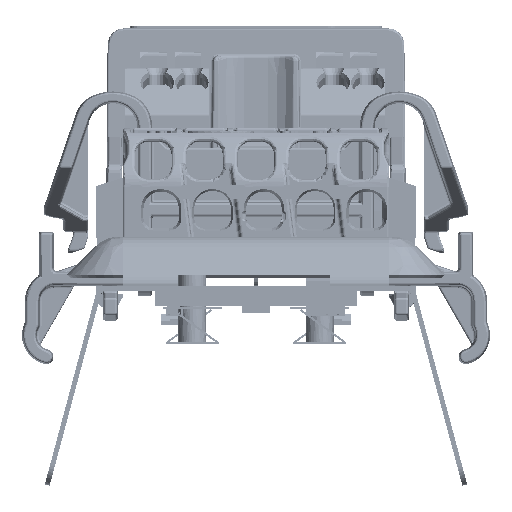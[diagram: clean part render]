
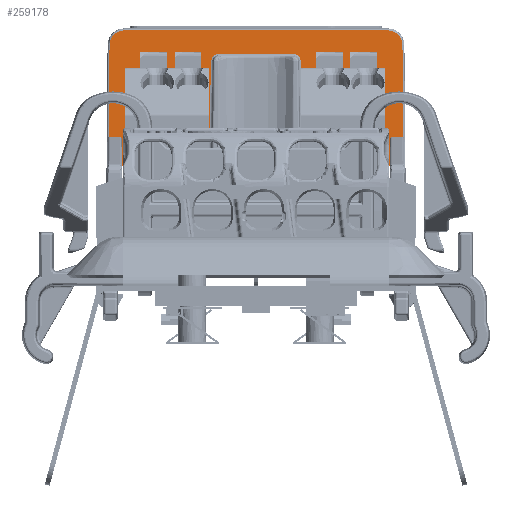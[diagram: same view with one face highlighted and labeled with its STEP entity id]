
A CAD part, front view. The second image highlights one B-rep face of the part: STEP entity #259178.
In plain terms, the highlighted planar face has unit normal (0, -1, 0.026).
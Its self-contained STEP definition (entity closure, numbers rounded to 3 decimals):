
#1363=ELLIPSE('',#276035,0.2,0.2);
#1364=ELLIPSE('',#276036,0.2,0.2);
#5153=B_SPLINE_CURVE_WITH_KNOTS('',3,(#460814,#460815,#460816,#460817,#460818,
#460819,#460820,#460821,#460822,#460823),.UNSPECIFIED.,.F.,.F.,(4,2,2,2,
4),(4.721,5.112,5.502,5.893,
6.283),.UNSPECIFIED.);
#5154=B_SPLINE_CURVE_WITH_KNOTS('',3,(#460827,#460828,#460829,#460830,#460831,
#460832,#460833,#460834,#460835,#460836),.UNSPECIFIED.,.F.,.F.,(4,2,2,2,
4),(3.142,3.532,3.923,4.313,
4.704),.UNSPECIFIED.);
#5155=B_SPLINE_CURVE_WITH_KNOTS('',3,(#460847,#460848,#460849,#460850,#460851,
#460852),.UNSPECIFIED.,.F.,.F.,(4,2,4),(1.588,2.365,
3.142),.UNSPECIFIED.);
#5156=B_SPLINE_CURVE_WITH_KNOTS('',3,(#460856,#460857,#460858,#460859,#460860,
#460861),.UNSPECIFIED.,.F.,.F.,(4,2,4),(3.142,3.918,
4.695),.UNSPECIFIED.);
#10607=PLANE('',#276034);
#22266=FACE_OUTER_BOUND('',#36137,.T.);
#36137=EDGE_LOOP('',(#201028,#201029,#201030,#201031,#201032,#201033,#201034,
#201035,#201036,#201037,#201038,#201039,#201040,#201041,#201042,#201043,
#201044,#201045));
#56758=LINE('',#460805,#84394);
#56759=LINE('',#460810,#84395);
#56760=LINE('',#460812,#84396);
#56761=LINE('',#460825,#84397);
#56762=LINE('',#460837,#84398);
#56763=LINE('',#460841,#84399);
#56764=LINE('',#460843,#84400);
#56765=LINE('',#460845,#84401);
#56766=LINE('',#460854,#84402);
#56767=LINE('',#460863,#84403);
#56768=LINE('',#460865,#84404);
#56769=LINE('',#460867,#84405);
#84394=VECTOR('',#318916,1000.);
#84395=VECTOR('',#318921,1000.);
#84396=VECTOR('',#318922,1000.);
#84397=VECTOR('',#318923,1000.);
#84398=VECTOR('',#318924,1000.);
#84399=VECTOR('',#318927,1000.);
#84400=VECTOR('',#318928,1000.);
#84401=VECTOR('',#318929,1000.);
#84402=VECTOR('',#318930,1000.);
#84403=VECTOR('',#318931,1000.);
#84404=VECTOR('',#318932,1000.);
#84405=VECTOR('',#318933,1000.);
#115782=VERTEX_POINT('',#460802);
#115783=VERTEX_POINT('',#460804);
#115784=VERTEX_POINT('',#460808);
#115785=VERTEX_POINT('',#460809);
#115786=VERTEX_POINT('',#460811);
#115787=VERTEX_POINT('',#460813);
#115788=VERTEX_POINT('',#460824);
#115789=VERTEX_POINT('',#460826);
#115790=VERTEX_POINT('',#460838);
#115791=VERTEX_POINT('',#460840);
#115792=VERTEX_POINT('',#460842);
#115793=VERTEX_POINT('',#460844);
#115794=VERTEX_POINT('',#460846);
#115795=VERTEX_POINT('',#460853);
#115796=VERTEX_POINT('',#460855);
#115797=VERTEX_POINT('',#460862);
#115798=VERTEX_POINT('',#460864);
#115799=VERTEX_POINT('',#460866);
#145899=EDGE_CURVE('',#115782,#115783,#56758,.T.);
#145901=EDGE_CURVE('',#115784,#115785,#56759,.T.);
#145902=EDGE_CURVE('',#115784,#115786,#56760,.T.);
#145903=EDGE_CURVE('',#115786,#115787,#5153,.T.);
#145904=EDGE_CURVE('',#115787,#115788,#56761,.T.);
#145905=EDGE_CURVE('',#115788,#115789,#5154,.T.);
#145906=EDGE_CURVE('',#115789,#115783,#56762,.T.);
#145907=EDGE_CURVE('',#115782,#115790,#1363,.T.);
#145908=EDGE_CURVE('',#115790,#115791,#56763,.T.);
#145909=EDGE_CURVE('',#115791,#115792,#56764,.T.);
#145910=EDGE_CURVE('',#115792,#115793,#56765,.T.);
#145911=EDGE_CURVE('',#115793,#115794,#5155,.T.);
#145912=EDGE_CURVE('',#115794,#115795,#56766,.T.);
#145913=EDGE_CURVE('',#115795,#115796,#5156,.T.);
#145914=EDGE_CURVE('',#115796,#115797,#56767,.T.);
#145915=EDGE_CURVE('',#115797,#115798,#56768,.T.);
#145916=EDGE_CURVE('',#115799,#115798,#56769,.T.);
#145917=EDGE_CURVE('',#115785,#115799,#1364,.T.);
#201028=ORIENTED_EDGE('',*,*,#145901,.F.);
#201029=ORIENTED_EDGE('',*,*,#145902,.T.);
#201030=ORIENTED_EDGE('',*,*,#145903,.T.);
#201031=ORIENTED_EDGE('',*,*,#145904,.T.);
#201032=ORIENTED_EDGE('',*,*,#145905,.T.);
#201033=ORIENTED_EDGE('',*,*,#145906,.T.);
#201034=ORIENTED_EDGE('',*,*,#145899,.F.);
#201035=ORIENTED_EDGE('',*,*,#145907,.T.);
#201036=ORIENTED_EDGE('',*,*,#145908,.T.);
#201037=ORIENTED_EDGE('',*,*,#145909,.T.);
#201038=ORIENTED_EDGE('',*,*,#145910,.T.);
#201039=ORIENTED_EDGE('',*,*,#145911,.T.);
#201040=ORIENTED_EDGE('',*,*,#145912,.T.);
#201041=ORIENTED_EDGE('',*,*,#145913,.T.);
#201042=ORIENTED_EDGE('',*,*,#145914,.T.);
#201043=ORIENTED_EDGE('',*,*,#145915,.T.);
#201044=ORIENTED_EDGE('',*,*,#145916,.F.);
#201045=ORIENTED_EDGE('',*,*,#145917,.F.);
#259178=ADVANCED_FACE('',(#22266),#10607,.T.);
#276034=AXIS2_PLACEMENT_3D('',#460807,#318919,#318920);
#276035=AXIS2_PLACEMENT_3D('',#460839,#318925,#318926);
#276036=AXIS2_PLACEMENT_3D('',#460868,#318934,#318935);
#318916=DIRECTION('',(-1.,0.,0.));
#318919=DIRECTION('center_axis',(0.,-1.,
0.026));
#318920=DIRECTION('ref_axis',(0.,-0.026,
-1.));
#318921=DIRECTION('',(-1.,0.,0.));
#318922=DIRECTION('',(-0.009,0.026,1.));
#318923=DIRECTION('',(-1.,0.,0.));
#318924=DIRECTION('',(-0.009,-0.026,-1.));
#318925=DIRECTION('center_axis',(0.,-1.,
0.026));
#318926=DIRECTION('ref_axis',(0.,-0.026,
-1.));
#318927=DIRECTION('',(0.035,0.026,0.999));
#318928=DIRECTION('',(1.,0.,0.));
#318929=DIRECTION('',(0.017,0.026,1.));
#318930=DIRECTION('',(1.,0.,0.));
#318931=DIRECTION('',(0.017,-0.026,-1.));
#318932=DIRECTION('',(1.,0.,0.));
#318933=DIRECTION('',(-0.035,0.026,0.999));
#318934=DIRECTION('center_axis',(0.,1.,
-0.026));
#318935=DIRECTION('ref_axis',(0.,-0.026,
-1.));
#460802=CARTESIAN_POINT('',(-14.829,-215.6,5.085));
#460804=CARTESIAN_POINT('',(-15.,-215.6,5.085));
#460805=CARTESIAN_POINT('',(-15.2,-215.6,5.085));
#460807=CARTESIAN_POINT('Origin',(-15.2,-215.6,5.085));
#460808=CARTESIAN_POINT('',(15.,-215.6,5.085));
#460809=CARTESIAN_POINT('',(14.829,-215.6,5.085));
#460810=CARTESIAN_POINT('',(-15.2,-215.6,5.085));
#460811=CARTESIAN_POINT('',(14.831,-215.094,24.404));
#460812=CARTESIAN_POINT('',(14.998,-215.593,5.349));
#460813=CARTESIAN_POINT('',(13.332,-215.055,25.89));
#460814=CARTESIAN_POINT('Ctrl Pts',(14.831,-215.094,
24.404));
#460815=CARTESIAN_POINT('Ctrl Pts',(14.83,-215.089,
24.599));
#460816=CARTESIAN_POINT('Ctrl Pts',(14.789,-215.084,24.794));
#460817=CARTESIAN_POINT('Ctrl Pts',(14.638,-215.074,
25.153));
#460818=CARTESIAN_POINT('Ctrl Pts',(14.526,-215.07,
25.318));
#460819=CARTESIAN_POINT('Ctrl Pts',(14.249,-215.063,25.593));
#460820=CARTESIAN_POINT('Ctrl Pts',(14.083,-215.06,
25.703));
#460821=CARTESIAN_POINT('Ctrl Pts',(13.722,-215.056,
25.852));
#460822=CARTESIAN_POINT('Ctrl Pts',(13.527,-215.055,25.89));
#460823=CARTESIAN_POINT('Ctrl Pts',(13.332,-215.055,
25.89));
#460824=CARTESIAN_POINT('',(-13.332,-215.055,25.89));
#460825=CARTESIAN_POINT('',(-15.2,-215.055,25.89));
#460826=CARTESIAN_POINT('',(-14.831,-215.094,24.404));
#460827=CARTESIAN_POINT('Ctrl Pts',(-13.332,-215.055,
25.89));
#460828=CARTESIAN_POINT('Ctrl Pts',(-13.527,-215.055,
25.89));
#460829=CARTESIAN_POINT('Ctrl Pts',(-13.722,-215.056,
25.852));
#460830=CARTESIAN_POINT('Ctrl Pts',(-14.083,-215.06,
25.703));
#460831=CARTESIAN_POINT('Ctrl Pts',(-14.249,-215.063,
25.593));
#460832=CARTESIAN_POINT('Ctrl Pts',(-14.526,-215.07,
25.318));
#460833=CARTESIAN_POINT('Ctrl Pts',(-14.638,-215.074,
25.153));
#460834=CARTESIAN_POINT('Ctrl Pts',(-14.789,-215.084,
24.794));
#460835=CARTESIAN_POINT('Ctrl Pts',(-14.83,-215.089,
24.599));
#460836=CARTESIAN_POINT('Ctrl Pts',(-14.831,-215.094,
24.404));
#460837=CARTESIAN_POINT('',(-15.,-215.6,5.083));
#460838=CARTESIAN_POINT('',(-14.629,-215.595,5.278));
#460839=CARTESIAN_POINT('Origin',(-14.829,-215.595,5.285));
#460840=CARTESIAN_POINT('',(-14.388,-215.414,12.185));
#460841=CARTESIAN_POINT('',(-14.629,-215.595,5.283));
#460842=CARTESIAN_POINT('',(-4.75,-215.414,12.185));
#460843=CARTESIAN_POINT('',(-15.2,-215.414,12.185));
#460844=CARTESIAN_POINT('',(-4.565,-215.136,22.792));
#460845=CARTESIAN_POINT('',(-4.565,-215.136,22.798));
#460846=CARTESIAN_POINT('',(-3.815,-215.117,23.529));
#460847=CARTESIAN_POINT('Ctrl Pts',(-4.565,-215.136,
22.792));
#460848=CARTESIAN_POINT('Ctrl Pts',(-4.561,-215.131,
22.986));
#460849=CARTESIAN_POINT('Ctrl Pts',(-4.479,-215.126,
23.177));
#460850=CARTESIAN_POINT('Ctrl Pts',(-4.202,-215.119,
23.45));
#460851=CARTESIAN_POINT('Ctrl Pts',(-4.01,-215.117,
23.529));
#460852=CARTESIAN_POINT('Ctrl Pts',(-3.815,-215.117,
23.529));
#460853=CARTESIAN_POINT('',(3.815,-215.117,23.529));
#460854=CARTESIAN_POINT('',(3.815,-215.117,23.529));
#460855=CARTESIAN_POINT('',(4.565,-215.136,22.792));
#460856=CARTESIAN_POINT('Ctrl Pts',(3.815,-215.117,
23.529));
#460857=CARTESIAN_POINT('Ctrl Pts',(4.01,-215.117,
23.529));
#460858=CARTESIAN_POINT('Ctrl Pts',(4.202,-215.119,
23.45));
#460859=CARTESIAN_POINT('Ctrl Pts',(4.479,-215.126,
23.177));
#460860=CARTESIAN_POINT('Ctrl Pts',(4.561,-215.131,22.986));
#460861=CARTESIAN_POINT('Ctrl Pts',(4.565,-215.136,
22.792));
#460862=CARTESIAN_POINT('',(4.75,-215.414,12.185));
#460863=CARTESIAN_POINT('',(4.75,-215.414,12.19));
#460864=CARTESIAN_POINT('',(14.388,-215.414,12.185));
#460865=CARTESIAN_POINT('',(-15.2,-215.414,12.185));
#460866=CARTESIAN_POINT('',(14.629,-215.595,5.278));
#460867=CARTESIAN_POINT('',(14.629,-215.595,5.283));
#460868=CARTESIAN_POINT('Origin',(14.829,-215.595,5.285));
